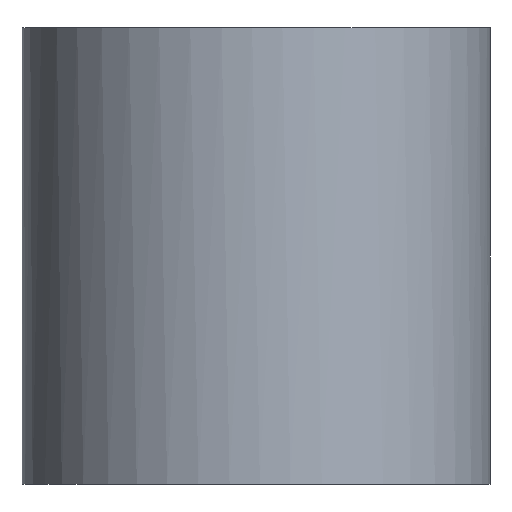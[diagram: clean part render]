
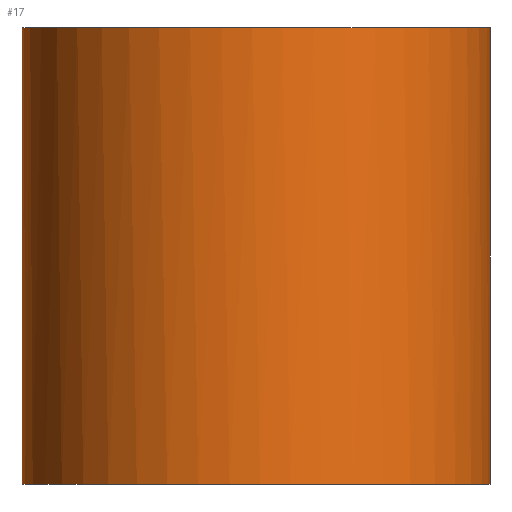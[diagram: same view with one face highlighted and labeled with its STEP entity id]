
A CAD part, front view. The second image highlights one B-rep face of the part: STEP entity #17.
In plain terms, the highlighted free-form (B-spline) face has degree [2, 1] with [5, 2] control points.
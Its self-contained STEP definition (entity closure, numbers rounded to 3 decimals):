
#17=ADVANCED_FACE('',(#21),#99,.T.);
#21=FACE_OUTER_BOUND('',#25,.T.);
#25=EDGE_LOOP('',(#34,#35,#36,#37));
#34=ORIENTED_EDGE('',*,*,#80,.F.);
#35=ORIENTED_EDGE('',*,*,#78,.F.);
#36=ORIENTED_EDGE('',*,*,#81,.F.);
#37=ORIENTED_EDGE('',*,*,#76,.F.);
#38=PCURVE('',#98,#50);
#40=PCURVE('',#98,#52);
#42=PCURVE('',#96,#54);
#45=PCURVE('',#97,#57);
#46=PCURVE('',#99,#58);
#47=PCURVE('',#99,#59);
#48=PCURVE('',#99,#60);
#49=PCURVE('',#99,#61);
#50=DEFINITIONAL_REPRESENTATION('',(#62),#287);
#52=DEFINITIONAL_REPRESENTATION('',(#64),#287);
#54=DEFINITIONAL_REPRESENTATION('',(#87),#287);
#57=DEFINITIONAL_REPRESENTATION('',(#91),#287);
#58=DEFINITIONAL_REPRESENTATION('',(#66),#287);
#59=DEFINITIONAL_REPRESENTATION('',(#67),#287);
#60=DEFINITIONAL_REPRESENTATION('',(#68),#287);
#61=DEFINITIONAL_REPRESENTATION('',(#69),#287);
#62=B_SPLINE_CURVE_WITH_KNOTS('',1,(#228,#229),.UNSPECIFIED.,.F.,.F.,(2,
2),(0.,3.9),.UNSPECIFIED.);
#64=B_SPLINE_CURVE_WITH_KNOTS('',1,(#239,#240),.UNSPECIFIED.,.F.,.F.,(2,
2),(-3.9,0.),.UNSPECIFIED.);
#66=B_SPLINE_CURVE_WITH_KNOTS('',1,(#278,#279),.UNSPECIFIED.,.F.,.F.,(2,
2),(-12.566,-6.283),.UNSPECIFIED.);
#67=B_SPLINE_CURVE_WITH_KNOTS('',1,(#280,#281),.UNSPECIFIED.,.F.,.F.,(2,
2),(-3.9,0.),.UNSPECIFIED.);
#68=B_SPLINE_CURVE_WITH_KNOTS('',1,(#282,#283),.UNSPECIFIED.,.F.,.F.,(2,
2),(6.283,12.566),.UNSPECIFIED.);
#69=B_SPLINE_CURVE_WITH_KNOTS('',1,(#284,#285),.UNSPECIFIED.,.F.,.F.,(2,
2),(0.,3.9),.UNSPECIFIED.);
#70=SURFACE_CURVE('',#82,(#38,#49),.PCURVE_S1.);
#72=SURFACE_CURVE('',#84,(#40,#47),.PCURVE_S1.);
#74=SURFACE_CURVE('',#86,(#42,#46),.PCURVE_S1.);
#75=SURFACE_CURVE('',#90,(#45,#48),.PCURVE_S1.);
#76=EDGE_CURVE('',#94,#95,#70,.T.);
#78=EDGE_CURVE('',#93,#92,#72,.T.);
#80=EDGE_CURVE('',#92,#94,#74,.T.);
#81=EDGE_CURVE('',#95,#93,#75,.T.);
#82=(
BOUNDED_CURVE()
B_SPLINE_CURVE(1,(#226,#227),.UNSPECIFIED.,.F.,.F.)
B_SPLINE_CURVE_WITH_KNOTS((2,2),(0.,3.9),.UNSPECIFIED.)
CURVE()
GEOMETRIC_REPRESENTATION_ITEM()
RATIONAL_B_SPLINE_CURVE((1.,1.))
REPRESENTATION_ITEM('')
);
#84=(
BOUNDED_CURVE()
B_SPLINE_CURVE(1,(#237,#238),.UNSPECIFIED.,.F.,.F.)
B_SPLINE_CURVE_WITH_KNOTS((2,2),(-3.9,0.),.UNSPECIFIED.)
CURVE()
GEOMETRIC_REPRESENTATION_ITEM()
RATIONAL_B_SPLINE_CURVE((1.,1.))
REPRESENTATION_ITEM('')
);
#86=(
BOUNDED_CURVE()
B_SPLINE_CURVE(2,(#248,#249,#250,#251,#252),.UNSPECIFIED.,.F.,.F.)
B_SPLINE_CURVE_WITH_KNOTS((3,2,3),(-12.566,-9.425,
-6.283),.UNSPECIFIED.)
CURVE()
GEOMETRIC_REPRESENTATION_ITEM()
RATIONAL_B_SPLINE_CURVE((1.,0.707,1.,0.707,1.))
REPRESENTATION_ITEM('')
);
#87=(
BOUNDED_CURVE()
B_SPLINE_CURVE(2,(#253,#254,#255,#256,#257),.UNSPECIFIED.,.F.,.F.)
B_SPLINE_CURVE_WITH_KNOTS((3,2,3),(-12.566,-9.425,
-6.283),.UNSPECIFIED.)
CURVE()
GEOMETRIC_REPRESENTATION_ITEM()
RATIONAL_B_SPLINE_CURVE((1.,0.707,1.,0.707,1.))
REPRESENTATION_ITEM('')
);
#90=(
BOUNDED_CURVE()
B_SPLINE_CURVE(2,(#268,#269,#270,#271,#272),.UNSPECIFIED.,.F.,.F.)
B_SPLINE_CURVE_WITH_KNOTS((3,2,3),(6.283,9.425,12.566),
 .UNSPECIFIED.)
CURVE()
GEOMETRIC_REPRESENTATION_ITEM()
RATIONAL_B_SPLINE_CURVE((1.,0.707,1.,0.707,1.))
REPRESENTATION_ITEM('')
);
#91=(
BOUNDED_CURVE()
B_SPLINE_CURVE(2,(#273,#274,#275,#276,#277),.UNSPECIFIED.,.F.,.F.)
B_SPLINE_CURVE_WITH_KNOTS((3,2,3),(6.283,9.425,12.566),
 .UNSPECIFIED.)
CURVE()
GEOMETRIC_REPRESENTATION_ITEM()
RATIONAL_B_SPLINE_CURVE((1.,0.707,1.,0.707,1.))
REPRESENTATION_ITEM('')
);
#92=VERTEX_POINT('',#222);
#93=VERTEX_POINT('',#223);
#94=VERTEX_POINT('',#224);
#95=VERTEX_POINT('',#225);
#96=B_SPLINE_SURFACE_WITH_KNOTS('',1,1,((#204,#205),(#206,#207)),
 .UNSPECIFIED.,.F.,.F.,.F.,(2,2),(2,2),(-2.5,2.5),(-2.5,2.5),
 .UNSPECIFIED.);
#97=B_SPLINE_SURFACE_WITH_KNOTS('',1,1,((#208,#209),(#210,#211)),
 .UNSPECIFIED.,.F.,.F.,.F.,(2,2),(2,2),(-2.5,2.5),(-2.5,2.5),
 .UNSPECIFIED.);
#98=(
BOUNDED_SURFACE()
B_SPLINE_SURFACE(2,1,((#194,#195),(#196,#197),(#198,#199),(#200,#201),(#202,
#203)),.UNSPECIFIED.,.F.,.F.,.F.)
B_SPLINE_SURFACE_WITH_KNOTS((3,2,3),(2,2),(0.,3.142,6.283),
(0.,3.9),.UNSPECIFIED.)
GEOMETRIC_REPRESENTATION_ITEM()
RATIONAL_B_SPLINE_SURFACE(((1.,1.),(0.707,0.707),
(1.,1.),(0.707,0.707),(1.,1.)))
REPRESENTATION_ITEM('')
SURFACE()
);
#99=(
BOUNDED_SURFACE()
B_SPLINE_SURFACE(2,1,((#212,#213),(#214,#215),(#216,#217),(#218,#219),(#220,
#221)),.UNSPECIFIED.,.F.,.F.,.F.)
B_SPLINE_SURFACE_WITH_KNOTS((3,2,3),(2,2),(6.283,9.425,
12.566),(0.,3.9),.UNSPECIFIED.)
GEOMETRIC_REPRESENTATION_ITEM()
RATIONAL_B_SPLINE_SURFACE(((1.,1.),(0.707,0.707),
(1.,1.),(0.707,0.707),(1.,1.)))
REPRESENTATION_ITEM('')
SURFACE()
);
#194=CARTESIAN_POINT('',(-150.,168.,-10.));
#195=CARTESIAN_POINT('',(-150.,168.,-6.1));
#196=CARTESIAN_POINT('',(-150.,170.,-10.));
#197=CARTESIAN_POINT('',(-150.,170.,-6.1));
#198=CARTESIAN_POINT('',(-152.,170.,-10.));
#199=CARTESIAN_POINT('',(-152.,170.,-6.1));
#200=CARTESIAN_POINT('',(-154.,170.,-10.));
#201=CARTESIAN_POINT('',(-154.,170.,-6.1));
#202=CARTESIAN_POINT('',(-154.,168.,-10.));
#203=CARTESIAN_POINT('',(-154.,168.,-6.1));
#204=CARTESIAN_POINT('',(-154.5,165.5,-10.));
#205=CARTESIAN_POINT('',(-149.5,165.5,-10.));
#206=CARTESIAN_POINT('',(-154.5,170.5,-10.));
#207=CARTESIAN_POINT('',(-149.5,170.5,-10.));
#208=CARTESIAN_POINT('',(-154.5,165.5,-6.1));
#209=CARTESIAN_POINT('',(-154.5,170.5,-6.1));
#210=CARTESIAN_POINT('',(-149.5,165.5,-6.1));
#211=CARTESIAN_POINT('',(-149.5,170.5,-6.1));
#212=CARTESIAN_POINT('',(-154.,168.,-10.));
#213=CARTESIAN_POINT('',(-154.,168.,-6.1));
#214=CARTESIAN_POINT('',(-154.,166.,-10.));
#215=CARTESIAN_POINT('',(-154.,166.,-6.1));
#216=CARTESIAN_POINT('',(-152.,166.,-10.));
#217=CARTESIAN_POINT('',(-152.,166.,-6.1));
#218=CARTESIAN_POINT('',(-150.,166.,-10.));
#219=CARTESIAN_POINT('',(-150.,166.,-6.1));
#220=CARTESIAN_POINT('',(-150.,168.,-10.));
#221=CARTESIAN_POINT('',(-150.,168.,-6.1));
#222=CARTESIAN_POINT('',(-150.,168.,-10.));
#223=CARTESIAN_POINT('',(-150.,168.,-6.1));
#224=CARTESIAN_POINT('',(-154.,168.,-10.));
#225=CARTESIAN_POINT('',(-154.,168.,-6.1));
#226=CARTESIAN_POINT('',(-154.,168.,-10.));
#227=CARTESIAN_POINT('',(-154.,168.,-6.1));
#228=CARTESIAN_POINT('',(6.283,0.));
#229=CARTESIAN_POINT('',(6.283,3.9));
#237=CARTESIAN_POINT('',(-150.,168.,-6.1));
#238=CARTESIAN_POINT('',(-150.,168.,-10.));
#239=CARTESIAN_POINT('',(0.,3.9));
#240=CARTESIAN_POINT('',(0.,0.));
#248=CARTESIAN_POINT('',(-150.,168.,-10.));
#249=CARTESIAN_POINT('',(-150.,166.,-10.));
#250=CARTESIAN_POINT('',(-152.,166.,-10.));
#251=CARTESIAN_POINT('',(-154.,166.,-10.));
#252=CARTESIAN_POINT('',(-154.,168.,-10.));
#253=CARTESIAN_POINT('',(0.,2.));
#254=CARTESIAN_POINT('',(-2.,2.));
#255=CARTESIAN_POINT('',(-2.,0.));
#256=CARTESIAN_POINT('',(-2.,-2.));
#257=CARTESIAN_POINT('',(0.,-2.));
#268=CARTESIAN_POINT('',(-154.,168.,-6.1));
#269=CARTESIAN_POINT('',(-154.,166.,-6.1));
#270=CARTESIAN_POINT('',(-152.,166.,-6.1));
#271=CARTESIAN_POINT('',(-150.,166.,-6.1));
#272=CARTESIAN_POINT('',(-150.,168.,-6.1));
#273=CARTESIAN_POINT('',(-2.,0.));
#274=CARTESIAN_POINT('',(-2.,-2.));
#275=CARTESIAN_POINT('',(0.,-2.));
#276=CARTESIAN_POINT('',(2.,-2.));
#277=CARTESIAN_POINT('',(2.,0.));
#278=CARTESIAN_POINT('',(12.566,0.));
#279=CARTESIAN_POINT('',(6.283,0.));
#280=CARTESIAN_POINT('',(12.566,3.9));
#281=CARTESIAN_POINT('',(12.566,0.));
#282=CARTESIAN_POINT('',(6.283,3.9));
#283=CARTESIAN_POINT('',(12.566,3.9));
#284=CARTESIAN_POINT('',(6.283,0.));
#285=CARTESIAN_POINT('',(6.283,3.9));
#287=(
GEOMETRIC_REPRESENTATION_CONTEXT(2)
PARAMETRIC_REPRESENTATION_CONTEXT()
REPRESENTATION_CONTEXT('pspace','')
);
